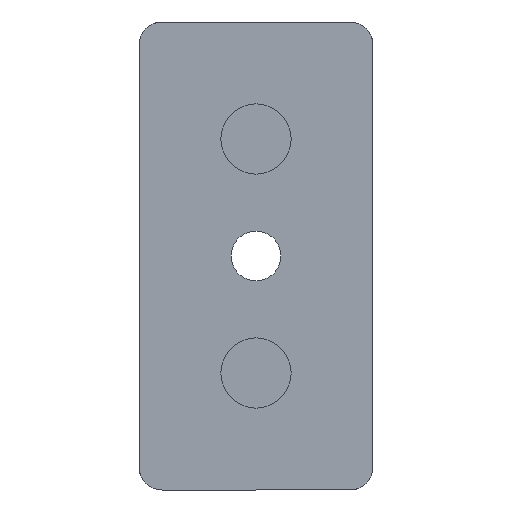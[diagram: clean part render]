
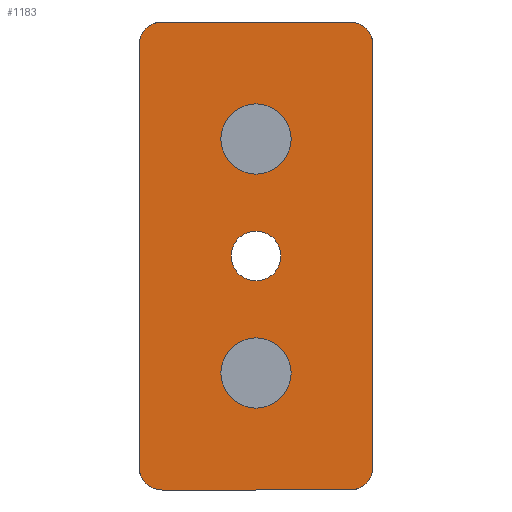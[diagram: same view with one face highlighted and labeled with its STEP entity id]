
A CAD part, front view. The second image highlights one B-rep face of the part: STEP entity #1183.
In plain terms, the highlighted planar face has unit normal (0, -1, 0).
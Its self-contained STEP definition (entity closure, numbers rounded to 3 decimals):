
#4 = CARTESIAN_POINT ( 'NONE',  ( -16., 0., -36. ) ) ;
#11 = DIRECTION ( 'NONE',  ( 0., 1., 0. ) ) ;
#38 = DIRECTION ( 'NONE',  ( 0., 0., -1. ) ) ;
#50 = VERTEX_POINT ( 'NONE', #178 ) ;
#55 = AXIS2_PLACEMENT_3D ( 'NONE', #835, #651, #38 ) ;
#61 = DIRECTION ( 'NONE',  ( 0., 0., 1. ) ) ;
#66 = DIRECTION ( 'NONE',  ( 1., 0., 0. ) ) ;
#78 = LINE ( 'NONE', #720, #288 ) ;
#80 = ORIENTED_EDGE ( 'NONE', *, *, #206, .F. ) ;
#100 = DIRECTION ( 'NONE',  ( 0., 0., 1. ) ) ;
#101 = VERTEX_POINT ( 'NONE', #777 ) ;
#106 = EDGE_LOOP ( 'NONE', ( #730, #382, #747, #80, #195, #120, #465, #445 ) ) ;
#107 = AXIS2_PLACEMENT_3D ( 'NONE', #608, #11, #701 ) ;
#117 = ORIENTED_EDGE ( 'NONE', *, *, #234, .F. ) ;
#120 = ORIENTED_EDGE ( 'NONE', *, *, #522, .F. ) ;
#172 = FACE_BOUND ( 'NONE', #695, .T. ) ;
#178 = CARTESIAN_POINT ( 'NONE',  ( 0., 0., 4.25 ) ) ;
#181 = ORIENTED_EDGE ( 'NONE', *, *, #1261, .F. ) ;
#191 = CARTESIAN_POINT ( 'NONE',  ( 20., 0., 36. ) ) ;
#195 = ORIENTED_EDGE ( 'NONE', *, *, #323, .F. ) ;
#200 = AXIS2_PLACEMENT_3D ( 'NONE', #1296, #984, #794 ) ;
#203 = CARTESIAN_POINT ( 'NONE',  ( 0., 0., -20. ) ) ;
#206 = EDGE_CURVE ( 'NONE', #540, #257, #875, .T. ) ;
#227 = AXIS2_PLACEMENT_3D ( 'NONE', #1284, #1290, #100 ) ;
#234 = EDGE_CURVE ( 'NONE', #955, #785, #799, .T. ) ;
#237 = CARTESIAN_POINT ( 'NONE',  ( 0., 0., 26. ) ) ;
#242 = CIRCLE ( 'NONE', #699, 4. ) ;
#243 = AXIS2_PLACEMENT_3D ( 'NONE', #1035, #260, #746 ) ;
#257 = VERTEX_POINT ( 'NONE', #934 ) ;
#260 = DIRECTION ( 'NONE',  ( 0., -1., 0. ) ) ;
#288 = VECTOR ( 'NONE', #931, 1000. ) ;
#296 = VERTEX_POINT ( 'NONE', #1231 ) ;
#304 = LINE ( 'NONE', #387, #1071 ) ;
#311 = DIRECTION ( 'NONE',  ( 0., -1., 0. ) ) ;
#315 = DIRECTION ( 'NONE',  ( 0., 0., -1. ) ) ;
#316 = DIRECTION ( 'NONE',  ( 0., 1., 0. ) ) ;
#320 = CIRCLE ( 'NONE', #55, 6. ) ;
#323 = EDGE_CURVE ( 'NONE', #602, #540, #78, .T. ) ;
#345 = CARTESIAN_POINT ( 'NONE',  ( 0., 0., -4.25 ) ) ;
#371 = CARTESIAN_POINT ( 'NONE',  ( 0., 0., 0. ) ) ;
#372 = CIRCLE ( 'NONE', #652, 4.25 ) ;
#375 = EDGE_CURVE ( 'NONE', #717, #974, #999, .T. ) ;
#377 = CARTESIAN_POINT ( 'NONE',  ( -16., 0., 40. ) ) ;
#382 = ORIENTED_EDGE ( 'NONE', *, *, #803, .F. ) ;
#387 = CARTESIAN_POINT ( 'NONE',  ( 0., 0., -40. ) ) ;
#430 = EDGE_CURVE ( 'NONE', #785, #955, #320, .T. ) ;
#439 = LINE ( 'NONE', #947, #547 ) ;
#445 = ORIENTED_EDGE ( 'NONE', *, *, #920, .F. ) ;
#458 = CARTESIAN_POINT ( 'NONE',  ( 0., 0., 40. ) ) ;
#465 = ORIENTED_EDGE ( 'NONE', *, *, #1056, .F. ) ;
#483 = CIRCLE ( 'NONE', #200, 4.25 ) ;
#486 = VECTOR ( 'NONE', #658, 1000. ) ;
#492 = VERTEX_POINT ( 'NONE', #377 ) ;
#499 = AXIS2_PLACEMENT_3D ( 'NONE', #4, #316, #1226 ) ;
#522 = EDGE_CURVE ( 'NONE', #296, #602, #1017, .T. ) ;
#527 = DIRECTION ( 'NONE',  ( 0., 1., 0. ) ) ;
#529 = DIRECTION ( 'NONE',  ( 0., -1., 0. ) ) ;
#531 = CARTESIAN_POINT ( 'NONE',  ( 0., 0., 20. ) ) ;
#540 = VERTEX_POINT ( 'NONE', #1058 ) ;
#547 = VECTOR ( 'NONE', #61, 1000. ) ;
#561 = CIRCLE ( 'NONE', #691, 6. ) ;
#566 = DIRECTION ( 'NONE',  ( 0., 0., -1. ) ) ;
#578 = LINE ( 'NONE', #458, #486 ) ;
#597 = FACE_OUTER_BOUND ( 'NONE', #106, .T. ) ;
#602 = VERTEX_POINT ( 'NONE', #191 ) ;
#606 = EDGE_CURVE ( 'NONE', #257, #1300, #304, .T. ) ;
#608 = CARTESIAN_POINT ( 'NONE',  ( 16., 0., -36. ) ) ;
#624 = DIRECTION ( 'NONE',  ( 1., 0., 0. ) ) ;
#651 = DIRECTION ( 'NONE',  ( 0., -1., 0. ) ) ;
#652 = AXIS2_PLACEMENT_3D ( 'NONE', #371, #1166, #566 ) ;
#658 = DIRECTION ( 'NONE',  ( 1., 0., 0. ) ) ;
#666 = CARTESIAN_POINT ( 'NONE',  ( 16., 0., 36. ) ) ;
#691 = AXIS2_PLACEMENT_3D ( 'NONE', #203, #311, #315 ) ;
#695 = EDGE_LOOP ( 'NONE', ( #773, #1163 ) ) ;
#699 = AXIS2_PLACEMENT_3D ( 'NONE', #1229, #527, #624 ) ;
#701 = DIRECTION ( 'NONE',  ( 1., 0., 0. ) ) ;
#717 = VERTEX_POINT ( 'NONE', #915 ) ;
#720 = CARTESIAN_POINT ( 'NONE',  ( 20., 0., 0. ) ) ;
#730 = ORIENTED_EDGE ( 'NONE', *, *, #993, .F. ) ;
#746 = DIRECTION ( 'NONE',  ( 0., 0., -1. ) ) ;
#747 = ORIENTED_EDGE ( 'NONE', *, *, #606, .F. ) ;
#773 = ORIENTED_EDGE ( 'NONE', *, *, #1046, .F. ) ;
#777 = CARTESIAN_POINT ( 'NONE',  ( -20., 0., -36. ) ) ;
#780 = DIRECTION ( 'NONE',  ( -1., 0., 0. ) ) ;
#785 = VERTEX_POINT ( 'NONE', #1014 ) ;
#794 = DIRECTION ( 'NONE',  ( 0., 0., -1. ) ) ;
#799 = CIRCLE ( 'NONE', #1208, 6. ) ;
#803 = EDGE_CURVE ( 'NONE', #1300, #101, #1257, .T. ) ;
#835 = CARTESIAN_POINT ( 'NONE',  ( 0., 0., 20. ) ) ;
#875 = CIRCLE ( 'NONE', #107, 4. ) ;
#878 = AXIS2_PLACEMENT_3D ( 'NONE', #666, #973, #66 ) ;
#884 = EDGE_LOOP ( 'NONE', ( #1018, #117 ) ) ;
#894 = CARTESIAN_POINT ( 'NONE',  ( -16., 0., -40. ) ) ;
#915 = CARTESIAN_POINT ( 'NONE',  ( 0., 0., -26. ) ) ;
#920 = EDGE_CURVE ( 'NONE', #1165, #492, #242, .T. ) ;
#930 = VERTEX_POINT ( 'NONE', #345 ) ;
#931 = DIRECTION ( 'NONE',  ( 0., 0., -1. ) ) ;
#933 = FACE_BOUND ( 'NONE', #884, .T. ) ;
#934 = CARTESIAN_POINT ( 'NONE',  ( 16., 0., -40. ) ) ;
#947 = CARTESIAN_POINT ( 'NONE',  ( -20., 0., 0. ) ) ;
#954 = CARTESIAN_POINT ( 'NONE',  ( 0., 0., -14. ) ) ;
#955 = VERTEX_POINT ( 'NONE', #237 ) ;
#973 = DIRECTION ( 'NONE',  ( 0., 1., 0. ) ) ;
#974 = VERTEX_POINT ( 'NONE', #954 ) ;
#984 = DIRECTION ( 'NONE',  ( 0., -1., 0. ) ) ;
#993 = EDGE_CURVE ( 'NONE', #101, #1165, #439, .T. ) ;
#999 = CIRCLE ( 'NONE', #243, 6. ) ;
#1014 = CARTESIAN_POINT ( 'NONE',  ( 0., 0., 14. ) ) ;
#1017 = CIRCLE ( 'NONE', #878, 4. ) ;
#1018 = ORIENTED_EDGE ( 'NONE', *, *, #430, .F. ) ;
#1035 = CARTESIAN_POINT ( 'NONE',  ( 0., 0., -20. ) ) ;
#1046 = EDGE_CURVE ( 'NONE', #930, #50, #372, .T. ) ;
#1056 = EDGE_CURVE ( 'NONE', #492, #296, #578, .T. ) ;
#1058 = CARTESIAN_POINT ( 'NONE',  ( 20., 0., -36. ) ) ;
#1069 = PLANE ( 'NONE',  #227 ) ;
#1071 = VECTOR ( 'NONE', #780, 1000. ) ;
#1146 = ORIENTED_EDGE ( 'NONE', *, *, #375, .F. ) ;
#1163 = ORIENTED_EDGE ( 'NONE', *, *, #1285, .F. ) ;
#1165 = VERTEX_POINT ( 'NONE', #1172 ) ;
#1166 = DIRECTION ( 'NONE',  ( 0., -1., 0. ) ) ;
#1172 = CARTESIAN_POINT ( 'NONE',  ( -20., 0., 36. ) ) ;
#1183 = ADVANCED_FACE ( 'NONE', ( #597, #172, #933, #1225 ), #1069, .F. ) ;
#1208 = AXIS2_PLACEMENT_3D ( 'NONE', #531, #529, #1240 ) ;
#1225 = FACE_BOUND ( 'NONE', #1286, .T. ) ;
#1226 = DIRECTION ( 'NONE',  ( 1., 0., 0. ) ) ;
#1229 = CARTESIAN_POINT ( 'NONE',  ( -16., 0., 36. ) ) ;
#1231 = CARTESIAN_POINT ( 'NONE',  ( 16., 0., 40. ) ) ;
#1240 = DIRECTION ( 'NONE',  ( 0., 0., -1. ) ) ;
#1257 = CIRCLE ( 'NONE', #499, 4. ) ;
#1261 = EDGE_CURVE ( 'NONE', #974, #717, #561, .T. ) ;
#1284 = CARTESIAN_POINT ( 'NONE',  ( 0., 0., 0. ) ) ;
#1285 = EDGE_CURVE ( 'NONE', #50, #930, #483, .T. ) ;
#1286 = EDGE_LOOP ( 'NONE', ( #1146, #181 ) ) ;
#1290 = DIRECTION ( 'NONE',  ( 0., 1., 0. ) ) ;
#1296 = CARTESIAN_POINT ( 'NONE',  ( 0., 0., 0. ) ) ;
#1300 = VERTEX_POINT ( 'NONE', #894 ) ;
